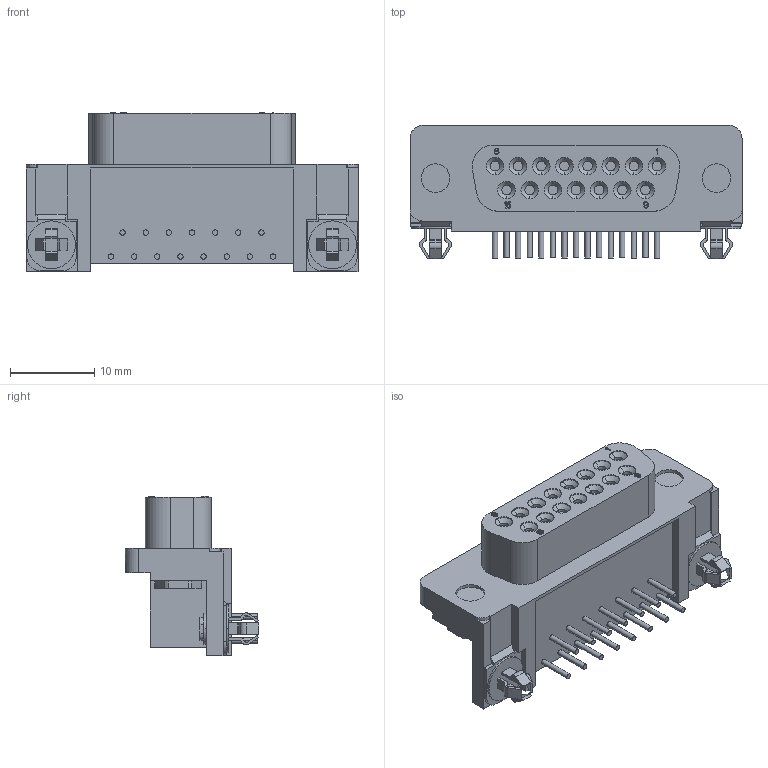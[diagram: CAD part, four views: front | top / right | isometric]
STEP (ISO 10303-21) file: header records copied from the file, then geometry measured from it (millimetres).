
FILE_DESCRIPTION((''),'2;1');
FILE_NAME('C-5747845-4','2017-03-02T',('workeradm'),('Tyco Electronics Ltd.'),'CREO PARAMETRIC BY PTC INC, 2016050','CREO PARAMETRIC BY PTC INC, 2016050','');
FILE_SCHEMA(('AUTOMOTIVE_DESIGN { 1 0 10303 214 1 1 1 1 }'));
Length unit declared in the file: millimetre
Products named in the file (1): C-5747845-4
Bounding box: 39.37 x 15.81 x 18.9 mm (x, y, z)
Volume: 4760 mm3; surface area: 2978.7 mm2
Topology: 1 solids, 1 shells, 633 faces, 1638 edges, 1068 vertices
Faces by surface type: plane 417, cylinder 182, cone 34
Entity records: 19358 total; most frequent: CARTESIAN_POINT 3341, DIRECTION 3290, ORIENTED_EDGE 3276, EDGE_CURVE 1638, VECTOR 1252, LINE 1252, VERTEX_POINT 1068, AXIS2_PLACEMENT_3D 1019
